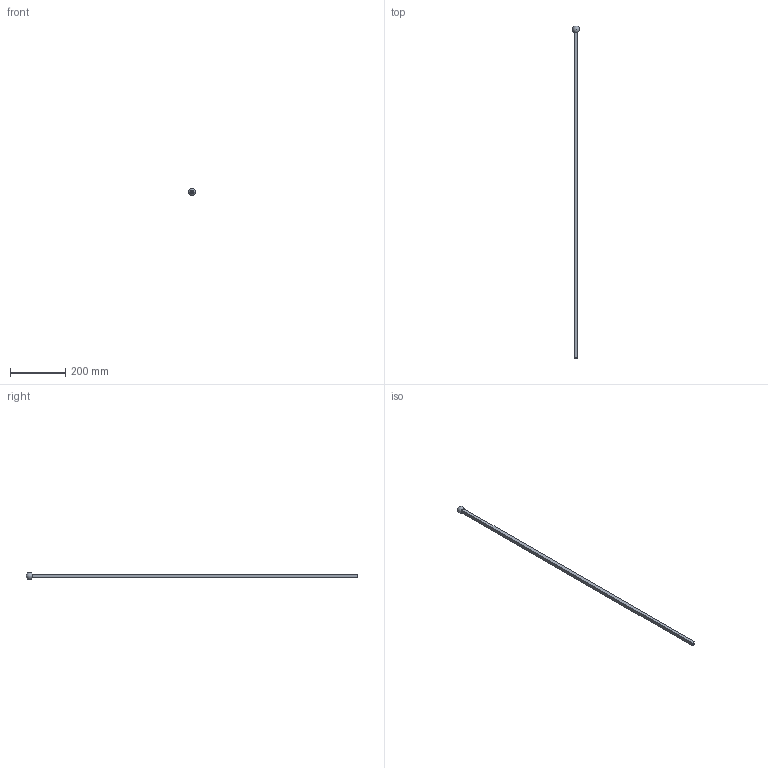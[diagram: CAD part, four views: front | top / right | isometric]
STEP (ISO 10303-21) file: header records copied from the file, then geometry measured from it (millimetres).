
FILE_DESCRIPTION (( 'STEP AP203' ), '1' );
FILE_NAME ('1308-IT.STEP', '2022-06-14T12:41:42', ( '' ), ( '' ), 'SwSTEP 2.0', 'SolidWorks 2018', '' );
FILE_SCHEMA (( 'CONFIG_CONTROL_DESIGN' ));
Length unit declared in the file: millimetre
Products named in the file (1): 1308-IT
Bounding box: 24.82 x 1199.91 x 25 mm (x, y, z)
Volume: 177527.7 mm3; surface area: 58458.2 mm2
Topology: 1 solids, 1 shells, 237 faces, 642 edges, 428 vertices
Faces by surface type: plane 128, bspline 108, sphere 1
Entity records: 12434 total; most frequent: CARTESIAN_POINT 7139, ORIENTED_EDGE 1278, DIRECTION 687, EDGE_CURVE 639, VERTEX_POINT 426, LINE 419, VECTOR 419, EDGE_LOOP 259
